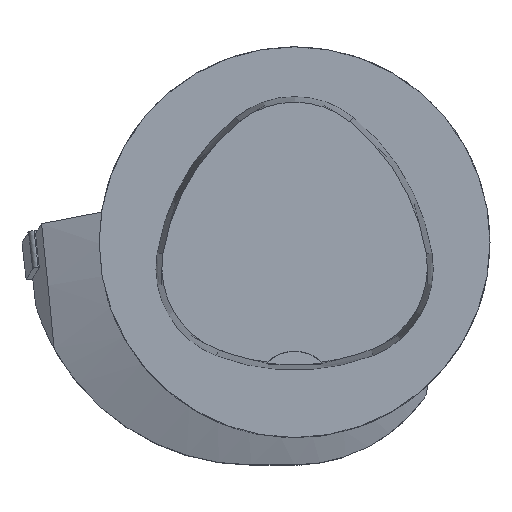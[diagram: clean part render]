
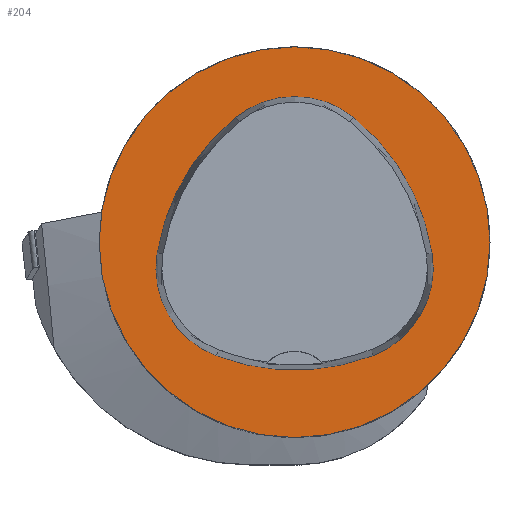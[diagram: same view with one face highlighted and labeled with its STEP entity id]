
A CAD part, top view. The second image highlights one B-rep face of the part: STEP entity #204.
In plain terms, the highlighted planar face has unit normal (0, 0, 1).
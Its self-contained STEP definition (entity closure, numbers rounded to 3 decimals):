
#204=ADVANCED_FACE('',(#405,#406),#243,.T.);
#243=PLANE('',#1120);
#405=FACE_BOUND('',#450,.T.);
#406=FACE_BOUND('',#451,.T.);
#450=EDGE_LOOP('',(#641,#642,#643,#644,#645,#646));
#451=EDGE_LOOP('',(#647));
#641=ORIENTED_EDGE('',*,*,#915,.T.);
#642=ORIENTED_EDGE('',*,*,#895,.T.);
#643=ORIENTED_EDGE('',*,*,#899,.T.);
#644=ORIENTED_EDGE('',*,*,#902,.T.);
#645=ORIENTED_EDGE('',*,*,#905,.T.);
#646=ORIENTED_EDGE('',*,*,#913,.T.);
#647=ORIENTED_EDGE('',*,*,#886,.F.);
#784=VERTEX_POINT('',#1708);
#793=VERTEX_POINT('',#1727);
#794=VERTEX_POINT('',#1728);
#797=VERTEX_POINT('',#1736);
#799=VERTEX_POINT('',#1742);
#801=VERTEX_POINT('',#1748);
#808=VERTEX_POINT('',#1769);
#886=EDGE_CURVE('',#784,#784,#951,.T.);
#895=EDGE_CURVE('',#793,#794,#952,.T.);
#899=EDGE_CURVE('',#794,#797,#954,.T.);
#902=EDGE_CURVE('',#797,#799,#956,.T.);
#905=EDGE_CURVE('',#799,#801,#958,.T.);
#913=EDGE_CURVE('',#801,#808,#962,.T.);
#915=EDGE_CURVE('',#808,#793,#964,.T.);
#951=CIRCLE('',#1092,25.);
#952=CIRCLE('',#1098,28.);
#954=CIRCLE('',#1101,12.);
#956=CIRCLE('',#1104,28.);
#958=CIRCLE('',#1107,12.);
#962=CIRCLE('',#1112,28.);
#964=CIRCLE('',#1115,12.);
#1092=AXIS2_PLACEMENT_3D('',#1707,#1296,#1297);
#1098=AXIS2_PLACEMENT_3D('',#1726,#1312,#1313);
#1101=AXIS2_PLACEMENT_3D('',#1735,#1320,#1321);
#1104=AXIS2_PLACEMENT_3D('',#1741,#1327,#1328);
#1107=AXIS2_PLACEMENT_3D('',#1747,#1334,#1335);
#1112=AXIS2_PLACEMENT_3D('',#1770,#1346,#1347);
#1115=AXIS2_PLACEMENT_3D('',#1773,#1352,#1353);
#1120=AXIS2_PLACEMENT_3D('',#1778,#1362,#1363);
#1296=DIRECTION('',(0.,0.,-1.));
#1297=DIRECTION('',(-1.,0.,0.));
#1312=DIRECTION('',(0.,0.,-1.));
#1313=DIRECTION('',(-1.,0.,0.));
#1320=DIRECTION('',(0.,0.,-1.));
#1321=DIRECTION('',(-1.,0.,0.));
#1327=DIRECTION('',(0.,0.,-1.));
#1328=DIRECTION('',(-1.,0.,0.));
#1334=DIRECTION('',(0.,0.,-1.));
#1335=DIRECTION('',(-1.,0.,0.));
#1346=DIRECTION('',(0.,0.,-1.));
#1347=DIRECTION('',(-1.,0.,0.));
#1352=DIRECTION('',(0.,0.,-1.));
#1353=DIRECTION('',(-1.,0.,0.));
#1362=DIRECTION('',(0.,0.,1.));
#1363=DIRECTION('',(1.,0.,0.));
#1707=CARTESIAN_POINT('',(0.,0.,0.));
#1708=CARTESIAN_POINT('',(-25.,0.,0.));
#1726=CARTESIAN_POINT('',(10.068,-5.824,0.));
#1727=CARTESIAN_POINT('',(-17.584,-1.424,0.));
#1728=CARTESIAN_POINT('',(-7.531,15.953,0.));
#1735=CARTESIAN_POINT('',(0.011,6.62,0.));
#1736=CARTESIAN_POINT('',(7.567,15.942,0.));
#1741=CARTESIAN_POINT('',(-10.063,-5.81,0.));
#1742=CARTESIAN_POINT('',(17.59,-1.418,0.));
#1747=CARTESIAN_POINT('',(5.739,-3.3,0.));
#1748=CARTESIAN_POINT('',(10.05,-14.499,0.));
#1769=CARTESIAN_POINT('',(-10.025,-14.516,0.));
#1770=CARTESIAN_POINT('',(-0.01,11.631,0.));
#1773=CARTESIAN_POINT('',(-5.733,-3.31,0.));
#1778=CARTESIAN_POINT('',(0.,0.,0.));
